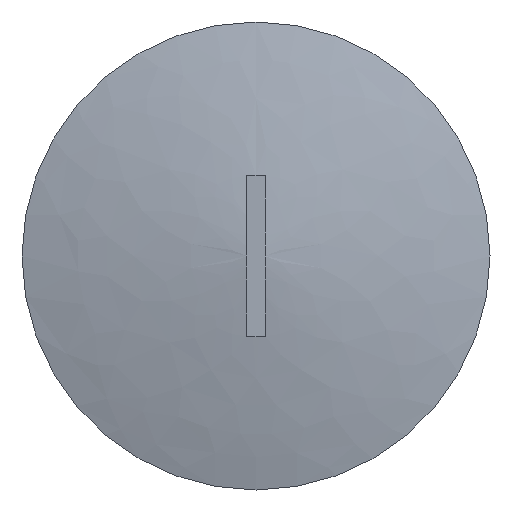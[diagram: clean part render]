
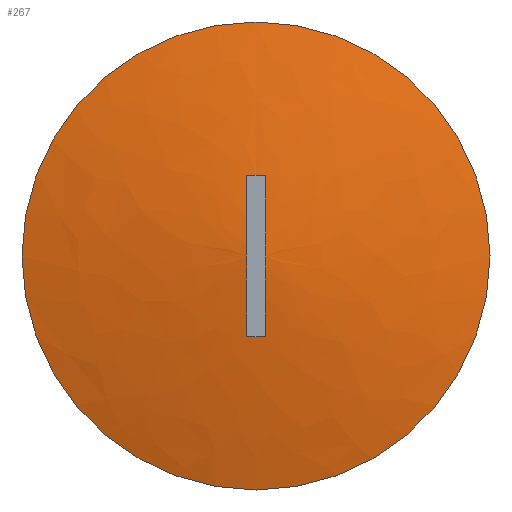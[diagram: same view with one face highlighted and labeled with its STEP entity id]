
A CAD part, left-side view. The second image highlights one B-rep face of the part: STEP entity #267.
In plain terms, the highlighted free-form (B-spline) face has degree [2, 2] with [3, 9] control points.
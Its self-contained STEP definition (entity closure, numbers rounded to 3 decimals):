
#28=(
BOUNDED_CURVE()
B_SPLINE_CURVE(2,(#1514,#1515,#1516),.UNSPECIFIED.,.F.,.F.)
B_SPLINE_CURVE_WITH_KNOTS((3,3),(1.316,1.429),
 .UNSPECIFIED.)
CURVE()
GEOMETRIC_REPRESENTATION_ITEM()
RATIONAL_B_SPLINE_CURVE((1.,0.998,0.999))
REPRESENTATION_ITEM('')
);
#29=(
BOUNDED_SURFACE()
B_SPLINE_SURFACE(2,2,((#1483,#1484,#1485,#1486,#1487,#1488,#1489,#1490,
#1491),(#1492,#1493,#1494,#1495,#1496,#1497,#1498,#1499,#1500),(#1501,#1502,
#1503,#1504,#1505,#1506,#1507,#1508,#1509)),.UNSPECIFIED.,.F.,.T.,.F.)
B_SPLINE_SURFACE_WITH_KNOTS((3,3),(3,2,2,2,3),(-1.482,-1.316),
(-3.142,-1.571,0.,1.571,3.142),
 .UNSPECIFIED.)
GEOMETRIC_REPRESENTATION_ITEM()
RATIONAL_B_SPLINE_SURFACE(((1.,0.707,1.,0.707,1.,
0.707,1.,0.707,1.),(0.997,0.705,
0.997,0.705,0.997,0.705,0.997,
0.705,0.997),(1.,0.707,1.,0.707,
1.,0.707,1.,0.707,1.)))
REPRESENTATION_ITEM('')
SURFACE()
);
#69=FACE_OUTER_BOUND('',#91,.T.);
#91=EDGE_LOOP('',(#225,#226,#227,#228,#229,#230,#231,#232,#233));
#110=CIRCLE('',#322,11.55);
#111=CIRCLE('',#323,11.55);
#112=CIRCLE('',#324,11.55);
#115=CIRCLE('',#330,33.45);
#116=CIRCLE('',#331,33.45);
#132=B_SPLINE_CURVE_WITH_KNOTS('',3,(#1428,#1429,#1430,#1431,#1432,#1433,
#1434,#1435,#1436,#1437,#1438,#1439,#1440,#1441,#1442,#1443,#1444,#1445,
#1446),.UNSPECIFIED.,.F.,.F.,(4,2,2,2,3,2,2,2,4),(-1.134,-0.822,
-0.411,-0.206,0.,0.206,0.411,
0.822,1.134),.UNSPECIFIED.);
#133=B_SPLINE_CURVE_WITH_KNOTS('',3,(#1451,#1452,#1453,#1454,#1455,#1456,
#1457,#1458,#1459,#1460,#1461,#1462,#1463,#1464,#1465,#1466,#1467,#1468,
#1469),.UNSPECIFIED.,.F.,.F.,(4,2,2,2,3,2,2,2,4),(-1.134,-0.822,
-0.411,-0.206,0.,0.206,0.411,
0.822,1.134),.UNSPECIFIED.);
#143=VERTEX_POINT('',#1426);
#144=VERTEX_POINT('',#1427);
#145=VERTEX_POINT('',#1449);
#146=VERTEX_POINT('',#1450);
#147=VERTEX_POINT('',#1472);
#150=VERTEX_POINT('',#1510);
#151=VERTEX_POINT('',#1511);
#171=EDGE_CURVE('',#143,#144,#132,.T.);
#173=EDGE_CURVE('',#145,#146,#133,.T.);
#175=EDGE_CURVE('',#146,#147,#110,.T.);
#176=EDGE_CURVE('',#144,#145,#111,.T.);
#177=EDGE_CURVE('',#147,#143,#112,.T.);
#180=EDGE_CURVE('',#150,#151,#115,.T.);
#181=EDGE_CURVE('',#151,#150,#116,.T.);
#182=EDGE_CURVE('',#151,#147,#28,.T.);
#225=ORIENTED_EDGE('',*,*,#180,.F.);
#226=ORIENTED_EDGE('',*,*,#181,.F.);
#227=ORIENTED_EDGE('',*,*,#182,.T.);
#228=ORIENTED_EDGE('',*,*,#177,.T.);
#229=ORIENTED_EDGE('',*,*,#171,.T.);
#230=ORIENTED_EDGE('',*,*,#176,.T.);
#231=ORIENTED_EDGE('',*,*,#173,.T.);
#232=ORIENTED_EDGE('',*,*,#175,.T.);
#233=ORIENTED_EDGE('',*,*,#182,.F.);
#267=ADVANCED_FACE('',(#69),#29,.F.);
#322=AXIS2_PLACEMENT_3D('',#1473,#377,#378);
#323=AXIS2_PLACEMENT_3D('',#1474,#379,#380);
#324=AXIS2_PLACEMENT_3D('',#1475,#381,#382);
#330=AXIS2_PLACEMENT_3D('',#1512,#393,#394);
#331=AXIS2_PLACEMENT_3D('',#1513,#395,#396);
#377=DIRECTION('center_axis',(1.,0.,0.));
#378=DIRECTION('ref_axis',(0.,0.,-1.));
#379=DIRECTION('center_axis',(1.,0.,0.));
#380=DIRECTION('ref_axis',(0.,0.,-1.));
#381=DIRECTION('center_axis',(1.,0.,0.));
#382=DIRECTION('ref_axis',(0.,0.,-1.));
#393=DIRECTION('center_axis',(1.,0.,0.));
#394=DIRECTION('ref_axis',(0.,0.,-1.));
#395=DIRECTION('center_axis',(1.,0.,0.));
#396=DIRECTION('ref_axis',(0.,0.,-1.));
#1426=CARTESIAN_POINT('',(-16.5,-1.315,11.475));
#1427=CARTESIAN_POINT('',(-16.5,-1.315,-11.475));
#1428=CARTESIAN_POINT('Ctrl Pts',(-16.5,-1.315,11.475));
#1429=CARTESIAN_POINT('Ctrl Pts',(-16.651,-1.315,10.405));
#1430=CARTESIAN_POINT('Ctrl Pts',(-16.793,-1.315,9.34));
#1431=CARTESIAN_POINT('Ctrl Pts',(-17.099,-1.315,6.882));
#1432=CARTESIAN_POINT('Ctrl Pts',(-17.257,-1.315,5.494));
#1433=CARTESIAN_POINT('Ctrl Pts',(-17.463,-1.315,3.426));
#1434=CARTESIAN_POINT('Ctrl Pts',(-17.528,-1.315,2.739));
#1435=CARTESIAN_POINT('Ctrl Pts',(-17.638,-1.315,1.369));
#1436=CARTESIAN_POINT('Ctrl Pts',(-17.687,-1.315,0.685));
#1437=CARTESIAN_POINT('Ctrl Pts',(-17.687,-1.315,0.));
#1438=CARTESIAN_POINT('Ctrl Pts',(-17.687,-1.315,-0.685));
#1439=CARTESIAN_POINT('Ctrl Pts',(-17.638,-1.315,-1.369));
#1440=CARTESIAN_POINT('Ctrl Pts',(-17.528,-1.315,-2.739));
#1441=CARTESIAN_POINT('Ctrl Pts',(-17.463,-1.315,-3.426));
#1442=CARTESIAN_POINT('Ctrl Pts',(-17.257,-1.315,-5.494));
#1443=CARTESIAN_POINT('Ctrl Pts',(-17.099,-1.315,-6.882));
#1444=CARTESIAN_POINT('Ctrl Pts',(-16.793,-1.315,-9.34));
#1445=CARTESIAN_POINT('Ctrl Pts',(-16.651,-1.315,-10.405));
#1446=CARTESIAN_POINT('Ctrl Pts',(-16.5,-1.315,-11.475));
#1449=CARTESIAN_POINT('',(-16.5,1.315,-11.475));
#1450=CARTESIAN_POINT('',(-16.5,1.315,11.475));
#1451=CARTESIAN_POINT('Ctrl Pts',(-16.5,1.315,-11.475));
#1452=CARTESIAN_POINT('Ctrl Pts',(-16.651,1.315,-10.405));
#1453=CARTESIAN_POINT('Ctrl Pts',(-16.793,1.315,-9.34));
#1454=CARTESIAN_POINT('Ctrl Pts',(-17.099,1.315,-6.882));
#1455=CARTESIAN_POINT('Ctrl Pts',(-17.257,1.315,-5.494));
#1456=CARTESIAN_POINT('Ctrl Pts',(-17.463,1.315,-3.426));
#1457=CARTESIAN_POINT('Ctrl Pts',(-17.528,1.315,-2.739));
#1458=CARTESIAN_POINT('Ctrl Pts',(-17.638,1.315,-1.369));
#1459=CARTESIAN_POINT('Ctrl Pts',(-17.687,1.315,-0.685));
#1460=CARTESIAN_POINT('Ctrl Pts',(-17.687,1.315,0.));
#1461=CARTESIAN_POINT('Ctrl Pts',(-17.687,1.315,0.685));
#1462=CARTESIAN_POINT('Ctrl Pts',(-17.638,1.315,1.369));
#1463=CARTESIAN_POINT('Ctrl Pts',(-17.528,1.315,2.739));
#1464=CARTESIAN_POINT('Ctrl Pts',(-17.463,1.315,3.426));
#1465=CARTESIAN_POINT('Ctrl Pts',(-17.257,1.315,5.494));
#1466=CARTESIAN_POINT('Ctrl Pts',(-17.099,1.315,6.882));
#1467=CARTESIAN_POINT('Ctrl Pts',(-16.793,1.315,9.34));
#1468=CARTESIAN_POINT('Ctrl Pts',(-16.651,1.315,10.405));
#1469=CARTESIAN_POINT('Ctrl Pts',(-16.5,1.315,11.475));
#1472=CARTESIAN_POINT('',(-16.5,0.,11.55));
#1473=CARTESIAN_POINT('Origin',(-16.5,0.,0.));
#1474=CARTESIAN_POINT('Origin',(-16.5,0.,0.));
#1475=CARTESIAN_POINT('Origin',(-16.5,0.,0.));
#1483=CARTESIAN_POINT('Ctrl Pts',(-17.687,0.,1.315));
#1484=CARTESIAN_POINT('Ctrl Pts',(-17.687,-1.315,1.315));
#1485=CARTESIAN_POINT('Ctrl Pts',(-17.687,-1.315,0.));
#1486=CARTESIAN_POINT('Ctrl Pts',(-17.687,-1.315,-1.315));
#1487=CARTESIAN_POINT('Ctrl Pts',(-17.687,0.,-1.315));
#1488=CARTESIAN_POINT('Ctrl Pts',(-17.687,1.315,-1.315));
#1489=CARTESIAN_POINT('Ctrl Pts',(-17.687,1.315,0.));
#1490=CARTESIAN_POINT('Ctrl Pts',(-17.687,1.315,1.315));
#1491=CARTESIAN_POINT('Ctrl Pts',(-17.687,0.,1.315));
#1492=CARTESIAN_POINT('Ctrl Pts',(-16.227,0.,17.614));
#1493=CARTESIAN_POINT('Ctrl Pts',(-16.227,-17.614,17.614));
#1494=CARTESIAN_POINT('Ctrl Pts',(-16.227,-17.614,0.));
#1495=CARTESIAN_POINT('Ctrl Pts',(-16.227,-17.614,-17.614));
#1496=CARTESIAN_POINT('Ctrl Pts',(-16.227,0.,-17.614));
#1497=CARTESIAN_POINT('Ctrl Pts',(-16.227,17.614,-17.614));
#1498=CARTESIAN_POINT('Ctrl Pts',(-16.227,17.614,0.));
#1499=CARTESIAN_POINT('Ctrl Pts',(-16.227,17.614,17.614));
#1500=CARTESIAN_POINT('Ctrl Pts',(-16.227,0.,17.614));
#1501=CARTESIAN_POINT('Ctrl Pts',(-12.1,0.,33.45));
#1502=CARTESIAN_POINT('Ctrl Pts',(-12.1,-33.45,33.45));
#1503=CARTESIAN_POINT('Ctrl Pts',(-12.1,-33.45,0.));
#1504=CARTESIAN_POINT('Ctrl Pts',(-12.1,-33.45,-33.45));
#1505=CARTESIAN_POINT('Ctrl Pts',(-12.1,0.,-33.45));
#1506=CARTESIAN_POINT('Ctrl Pts',(-12.1,33.45,-33.45));
#1507=CARTESIAN_POINT('Ctrl Pts',(-12.1,33.45,0.));
#1508=CARTESIAN_POINT('Ctrl Pts',(-12.1,33.45,33.45));
#1509=CARTESIAN_POINT('Ctrl Pts',(-12.1,0.,33.45));
#1510=CARTESIAN_POINT('',(-12.1,33.45,0.));
#1511=CARTESIAN_POINT('',(-12.1,0.,33.45));
#1512=CARTESIAN_POINT('Origin',(-12.1,0.,0.));
#1513=CARTESIAN_POINT('Origin',(-12.1,0.,0.));
#1514=CARTESIAN_POINT('Ctrl Pts',(-12.1,0.,33.45));
#1515=CARTESIAN_POINT('Ctrl Pts',(-14.922,0.,22.625));
#1516=CARTESIAN_POINT('Ctrl Pts',(-16.5,0.,11.55));
